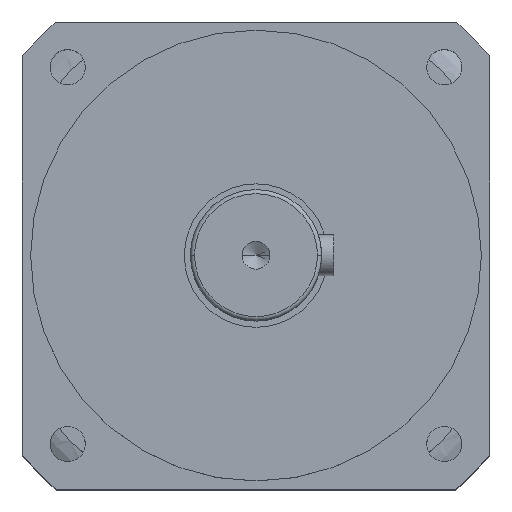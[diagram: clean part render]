
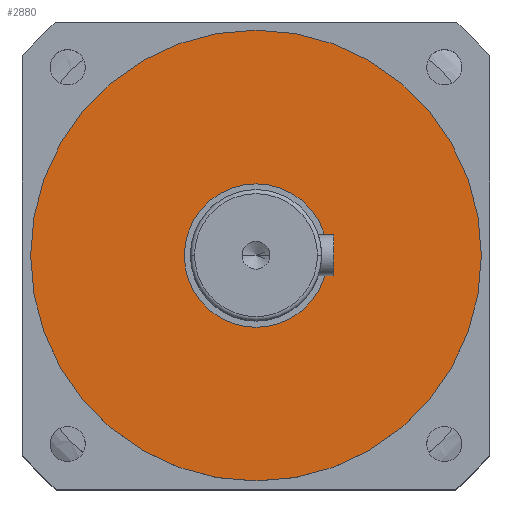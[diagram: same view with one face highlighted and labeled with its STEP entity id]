
A CAD part, top view. The second image highlights one B-rep face of the part: STEP entity #2880.
In plain terms, the highlighted planar face has unit normal (0, 0, 1).
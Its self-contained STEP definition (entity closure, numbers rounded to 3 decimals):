
#37 = VERTEX_POINT ( 'NONE', #2555 ) ;
#110 = FACE_BOUND ( 'NONE', #4821, .T. ) ;
#188 = ORIENTED_EDGE ( 'NONE', *, *, #8981, .F. ) ;
#234 = CARTESIAN_POINT ( 'NONE',  ( 55., 0., -53. ) ) ;
#520 = CIRCLE ( 'NONE', #1024, 55. ) ;
#625 = DIRECTION ( 'NONE',  ( 0., 0., 1. ) ) ;
#632 = CARTESIAN_POINT ( 'NONE',  ( -55., 0., -53. ) ) ;
#893 = AXIS2_PLACEMENT_3D ( 'NONE', #1985, #6905, #2686 ) ;
#1024 = AXIS2_PLACEMENT_3D ( 'NONE', #4852, #625, #5566 ) ;
#1954 = CIRCLE ( 'NONE', #8801, 55. ) ;
#1985 = CARTESIAN_POINT ( 'NONE',  ( 0., 0., -53. ) ) ;
#2555 = CARTESIAN_POINT ( 'NONE',  ( -17.5, 0., -53. ) ) ;
#2686 = DIRECTION ( 'NONE',  ( 1., 0., 0. ) ) ;
#2776 = AXIS2_PLACEMENT_3D ( 'NONE', #7000, #8451, #4246 ) ;
#2880 = ADVANCED_FACE ( 'NONE', ( #110, #3412 ), #6176, .F. ) ;
#3111 = AXIS2_PLACEMENT_3D ( 'NONE', #5480, #8256, #6885 ) ;
#3307 = DIRECTION ( 'NONE',  ( 0., 0., 1. ) ) ;
#3412 = FACE_OUTER_BOUND ( 'NONE', #7577, .T. ) ;
#3526 = EDGE_CURVE ( 'NONE', #5189, #8092, #1954, .T. ) ;
#3978 = EDGE_CURVE ( 'NONE', #8092, #5189, #520, .T. ) ;
#4246 = DIRECTION ( 'NONE',  ( 1., 0., 0. ) ) ;
#4623 = ORIENTED_EDGE ( 'NONE', *, *, #3526, .T. ) ;
#4821 = EDGE_LOOP ( 'NONE', ( #7488, #188 ) ) ;
#4852 = CARTESIAN_POINT ( 'NONE',  ( 0., 0., -53. ) ) ;
#5189 = VERTEX_POINT ( 'NONE', #234 ) ;
#5347 = ORIENTED_EDGE ( 'NONE', *, *, #3978, .T. ) ;
#5358 = CIRCLE ( 'NONE', #893, 17.5 ) ;
#5480 = CARTESIAN_POINT ( 'NONE',  ( 0., 55., -53. ) ) ;
#5566 = DIRECTION ( 'NONE',  ( 1., 0., 0. ) ) ;
#6176 = PLANE ( 'NONE',  #3111 ) ;
#6769 = CIRCLE ( 'NONE', #2776, 17.5 ) ;
#6885 = DIRECTION ( 'NONE',  ( -1., 0., 0. ) ) ;
#6905 = DIRECTION ( 'NONE',  ( 0., 0., 1. ) ) ;
#7000 = CARTESIAN_POINT ( 'NONE',  ( 0., 0., -53. ) ) ;
#7338 = VERTEX_POINT ( 'NONE', #8009 ) ;
#7488 = ORIENTED_EDGE ( 'NONE', *, *, #8883, .F. ) ;
#7493 = CARTESIAN_POINT ( 'NONE',  ( 0., 0., -53. ) ) ;
#7577 = EDGE_LOOP ( 'NONE', ( #4623, #5347 ) ) ;
#8009 = CARTESIAN_POINT ( 'NONE',  ( 17.5, 0., -53. ) ) ;
#8092 = VERTEX_POINT ( 'NONE', #632 ) ;
#8183 = DIRECTION ( 'NONE',  ( 1., 0., 0. ) ) ;
#8256 = DIRECTION ( 'NONE',  ( 0., 0., -1. ) ) ;
#8451 = DIRECTION ( 'NONE',  ( 0., 0., 1. ) ) ;
#8801 = AXIS2_PLACEMENT_3D ( 'NONE', #7493, #3307, #8183 ) ;
#8883 = EDGE_CURVE ( 'NONE', #7338, #37, #5358, .T. ) ;
#8981 = EDGE_CURVE ( 'NONE', #37, #7338, #6769, .T. ) ;
